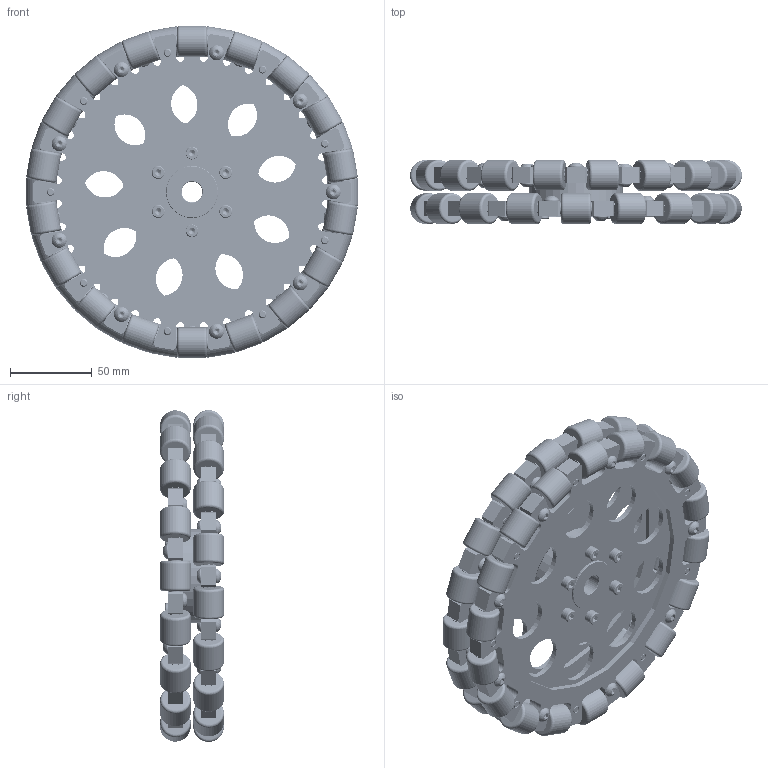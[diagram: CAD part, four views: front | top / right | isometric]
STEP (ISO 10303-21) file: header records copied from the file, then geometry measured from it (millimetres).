
FILE_DESCRIPTION (( 'STEP AP214' ), '1' );
FILE_NAME ('am-0560 8in Dual Aluminum Omni 500 Bearing.STEP', '2016-09-26T13:46:53', ( '' ), ( '' ), 'SwSTEP 2.0', 'SolidWorks 2014', '' );
FILE_SCHEMA (( 'AUTOMOTIVE_DESIGN' ));
Length unit declared in the file: inch
Products named in the file (12): FR8ZZ Bearing; SHCS 0.19-32 x 0.75 x 0.75 HX C_HX-SHCS 0.19-32x0.75x0.75-C; 8 Dual Aluminum Spacer ; 8 Aluminum Omni; BHCS 0.19-24 x 0.375 HX C_SBHCSCREW 0.19-24x0.375-HX-C; Omni roller; Axel Omni; Bushing Omni; Roller Rubber Omni; 8 Aluminum Omni Outer Plate; 8 Aluminum Omni Inner Plate; am-0560 8in Dual Aluminum Omni 500 Bearing
Assembly tree (60 placements, depth 4):
  am-0560 8in Dual Aluminum Omni 500 Bearing
    8 Aluminum Omni  x2
      8 Aluminum Omni Inner Plate
      8 Aluminum Omni Outer Plate
      Omni roller
        Roller Rubber Omni
        Bushing Omni  x2
        Axel Omni
      BHCS 0.19-24 x 0.375 HX C_SBHCSCREW 0.19-24x0.375-HX-C
    8 Dual Aluminum Spacer 
    SHCS 0.19-32 x 0.75 x 0.75 HX C_HX-SHCS 0.19-32x0.75x0.75-C  x12
    FR8ZZ Bearing  x2
Bounding box: 202.86 x 39.03 x 202.86 mm (x, y, z)
Volume: 442948 mm3; surface area: 298476.9 mm2
Topology: 201 solids, 201 shells, 4598 faces, 10946 edges, 6824 vertices
Faces by surface type: plane 2036, cylinder 1502, torus 744, cone 244, sphere 72
Entity records: 25091 total; most frequent: DIRECTION 4283, CARTESIAN_POINT 4183, ORIENTED_EDGE 4094, EDGE_CURVE 2047, AXIS2_PLACEMENT_3D 1446, LINE 1391, VECTOR 1391, VERTEX_POINT 1346
